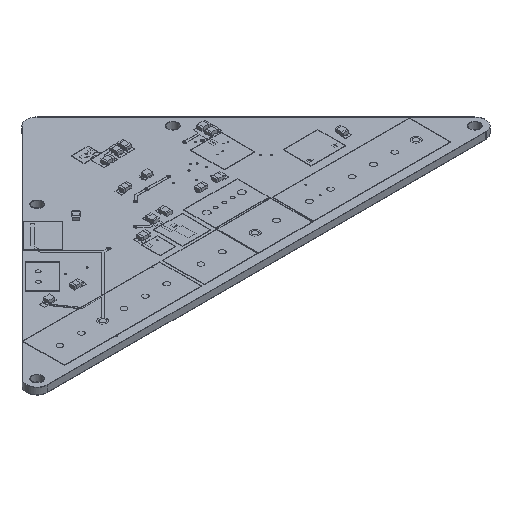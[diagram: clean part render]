
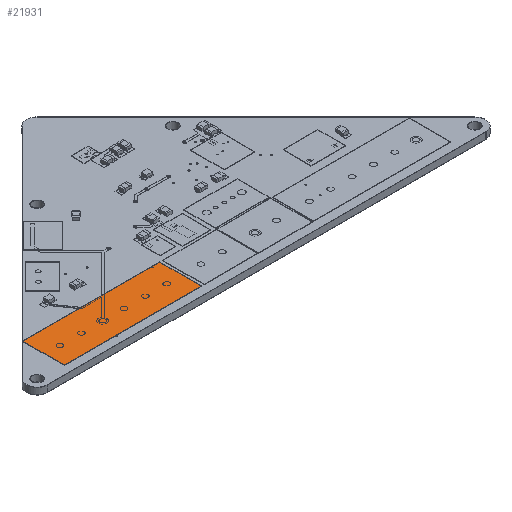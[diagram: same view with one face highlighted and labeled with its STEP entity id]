
A CAD part, isometric view. The second image highlights one B-rep face of the part: STEP entity #21931.
In plain terms, the highlighted planar face has unit normal (0, 0, 1).
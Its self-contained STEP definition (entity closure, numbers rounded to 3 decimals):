
#1348=PLANE('',#23939);
#2333=FACE_OUTER_BOUND('',#3867,.T.);
#3867=EDGE_LOOP('',(#16643,#16644,#16645,#16646));
#5362=LINE('',#33567,#7401);
#5363=LINE('',#33569,#7402);
#5364=LINE('',#33571,#7403);
#5365=LINE('',#33572,#7404);
#7401=VECTOR('',#27431,10.);
#7402=VECTOR('',#27432,10.);
#7403=VECTOR('',#27433,10.);
#7404=VECTOR('',#27434,10.);
#10586=VERTEX_POINT('',#33565);
#10587=VERTEX_POINT('',#33566);
#10588=VERTEX_POINT('',#33568);
#10589=VERTEX_POINT('',#33570);
#12848=EDGE_CURVE('',#10586,#10587,#5362,.T.);
#12849=EDGE_CURVE('',#10587,#10588,#5363,.T.);
#12850=EDGE_CURVE('',#10588,#10589,#5364,.T.);
#12851=EDGE_CURVE('',#10589,#10586,#5365,.T.);
#16643=ORIENTED_EDGE('',*,*,#12848,.T.);
#16644=ORIENTED_EDGE('',*,*,#12849,.T.);
#16645=ORIENTED_EDGE('',*,*,#12850,.T.);
#16646=ORIENTED_EDGE('',*,*,#12851,.T.);
#21931=ADVANCED_FACE('',(#2333),#1348,.T.);
#23939=AXIS2_PLACEMENT_3D('',#33564,#27429,#27430);
#27429=DIRECTION('center_axis',(0.,0.,1.));
#27430=DIRECTION('ref_axis',(1.,0.,0.));
#27431=DIRECTION('',(0.,1.,0.));
#27432=DIRECTION('',(-1.,0.,0.));
#27433=DIRECTION('',(0.,-1.,0.));
#27434=DIRECTION('',(1.,0.,0.));
#33564=CARTESIAN_POINT('Origin',(12.5,0.3,0.1));
#33565=CARTESIAN_POINT('',(28.55,-4.55,0.1));
#33566=CARTESIAN_POINT('',(28.55,5.15,0.1));
#33567=CARTESIAN_POINT('',(28.55,0.3,0.1));
#33568=CARTESIAN_POINT('',(-3.55,5.15,0.1));
#33569=CARTESIAN_POINT('',(12.5,5.15,0.1));
#33570=CARTESIAN_POINT('',(-3.55,-4.55,0.1));
#33571=CARTESIAN_POINT('',(-3.55,0.3,0.1));
#33572=CARTESIAN_POINT('',(12.5,-4.55,0.1));
